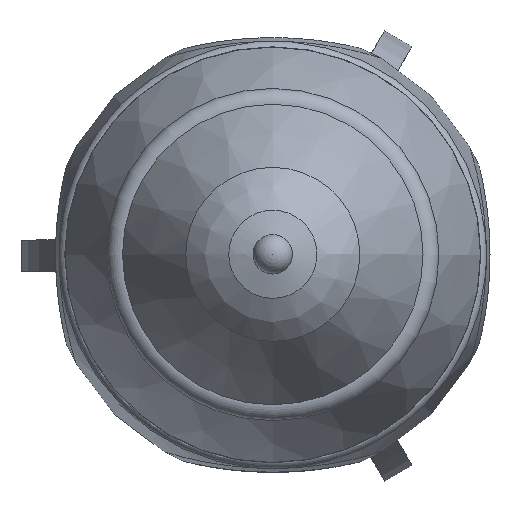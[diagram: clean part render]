
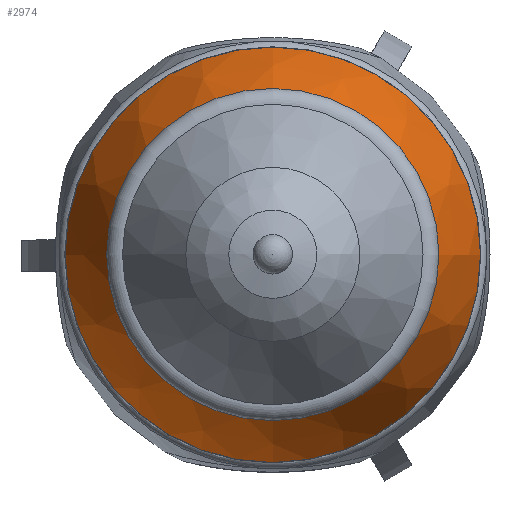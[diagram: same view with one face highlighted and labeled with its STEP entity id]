
A CAD part, top view. The second image highlights one B-rep face of the part: STEP entity #2974.
In plain terms, the highlighted free-form (B-spline) face has degree [2, 2] with [3, 9] control points.
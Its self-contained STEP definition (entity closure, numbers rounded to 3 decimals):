
#321=(
BOUNDED_SURFACE()
B_SPLINE_SURFACE(2,2,((#4889,#4890,#4891,#4892,#4893,#4894,#4895,#4896,
#4897),(#4898,#4899,#4900,#4901,#4902,#4903,#4904,#4905,#4906),(#4907,#4908,
#4909,#4910,#4911,#4912,#4913,#4914,#4915)),.UNSPECIFIED.,.F.,.T.,.F.)
B_SPLINE_SURFACE_WITH_KNOTS((3,3),(3,2,2,2,3),(-0.48,-0.253),
(-3.142,-1.571,0.,1.571,3.142),
 .UNSPECIFIED.)
GEOMETRIC_REPRESENTATION_ITEM()
RATIONAL_B_SPLINE_SURFACE(((1.,0.707,1.,0.707,1.,
0.707,1.,0.707,1.),(0.994,0.703,
0.994,0.703,0.994,0.703,
0.994,0.703,0.994),(1.,0.707,
1.,0.707,1.,0.707,1.,0.707,1.)))
REPRESENTATION_ITEM('')
SURFACE()
);
#421=FACE_OUTER_BOUND('',#620,.T.);
#620=EDGE_LOOP('',(#2014,#2015,#2016,#2017));
#1006=CIRCLE('',#3352,41.548);
#1008=CIRCLE('',#3354,52.52);
#1009=CIRCLE('',#3355,135.);
#1237=VERTEX_POINT('',#4886);
#1238=VERTEX_POINT('',#4916);
#1537=EDGE_CURVE('',#1237,#1237,#1006,.T.);
#1539=EDGE_CURVE('',#1238,#1238,#1008,.T.);
#1540=EDGE_CURVE('',#1238,#1237,#1009,.T.);
#2014=ORIENTED_EDGE('',*,*,#1539,.F.);
#2015=ORIENTED_EDGE('',*,*,#1540,.T.);
#2016=ORIENTED_EDGE('',*,*,#1537,.T.);
#2017=ORIENTED_EDGE('',*,*,#1540,.F.);
#2974=ADVANCED_FACE('',(#421),#321,.F.);
#3352=AXIS2_PLACEMENT_3D('',#4887,#3852,#3853);
#3354=AXIS2_PLACEMENT_3D('',#4917,#3856,#3857);
#3355=AXIS2_PLACEMENT_3D('',#4918,#3858,#3859);
#3852=DIRECTION('center_axis',(0.,0.,-1.));
#3853=DIRECTION('ref_axis',(1.,0.,0.));
#3856=DIRECTION('center_axis',(0.,0.,-1.));
#3857=DIRECTION('ref_axis',(1.,0.,0.));
#3858=DIRECTION('center_axis',(0.,-1.,0.));
#3859=DIRECTION('ref_axis',(1.,0.,0.));
#4886=CARTESIAN_POINT('',(41.548,0.,62.347));
#4887=CARTESIAN_POINT('Origin',(0.,0.,62.347));
#4889=CARTESIAN_POINT('Ctrl Pts',(41.548,0.,62.347));
#4890=CARTESIAN_POINT('Ctrl Pts',(41.548,-41.548,62.347));
#4891=CARTESIAN_POINT('Ctrl Pts',(0.,-41.548,
62.347));
#4892=CARTESIAN_POINT('Ctrl Pts',(-41.548,-41.548,62.347));
#4893=CARTESIAN_POINT('Ctrl Pts',(-41.548,0.,62.347));
#4894=CARTESIAN_POINT('Ctrl Pts',(-41.548,41.548,62.347));
#4895=CARTESIAN_POINT('Ctrl Pts',(0.,41.548,
62.347));
#4896=CARTESIAN_POINT('Ctrl Pts',(41.548,41.548,62.347));
#4897=CARTESIAN_POINT('Ctrl Pts',(41.548,0.,62.347));
#4898=CARTESIAN_POINT('Ctrl Pts',(48.667,0.,48.675));
#4899=CARTESIAN_POINT('Ctrl Pts',(48.667,-48.667,48.675));
#4900=CARTESIAN_POINT('Ctrl Pts',(0.,-48.667,
48.675));
#4901=CARTESIAN_POINT('Ctrl Pts',(-48.667,-48.667,48.675));
#4902=CARTESIAN_POINT('Ctrl Pts',(-48.667,0.,48.675));
#4903=CARTESIAN_POINT('Ctrl Pts',(-48.667,48.667,48.675));
#4904=CARTESIAN_POINT('Ctrl Pts',(0.,48.667,
48.675));
#4905=CARTESIAN_POINT('Ctrl Pts',(48.667,48.667,48.675));
#4906=CARTESIAN_POINT('Ctrl Pts',(48.667,0.,48.675));
#4907=CARTESIAN_POINT('Ctrl Pts',(52.52,0.,33.75));
#4908=CARTESIAN_POINT('Ctrl Pts',(52.52,-52.52,33.75));
#4909=CARTESIAN_POINT('Ctrl Pts',(0.,-52.52,
33.75));
#4910=CARTESIAN_POINT('Ctrl Pts',(-52.52,-52.52,33.75));
#4911=CARTESIAN_POINT('Ctrl Pts',(-52.52,0.,33.75));
#4912=CARTESIAN_POINT('Ctrl Pts',(-52.52,52.52,33.75));
#4913=CARTESIAN_POINT('Ctrl Pts',(0.,52.52,33.75));
#4914=CARTESIAN_POINT('Ctrl Pts',(52.52,52.52,33.75));
#4915=CARTESIAN_POINT('Ctrl Pts',(52.52,0.,33.75));
#4916=CARTESIAN_POINT('',(52.52,0.,33.75));
#4917=CARTESIAN_POINT('Origin',(0.,0.,33.75));
#4918=CARTESIAN_POINT('Origin',(-78.193,0.,
0.));
